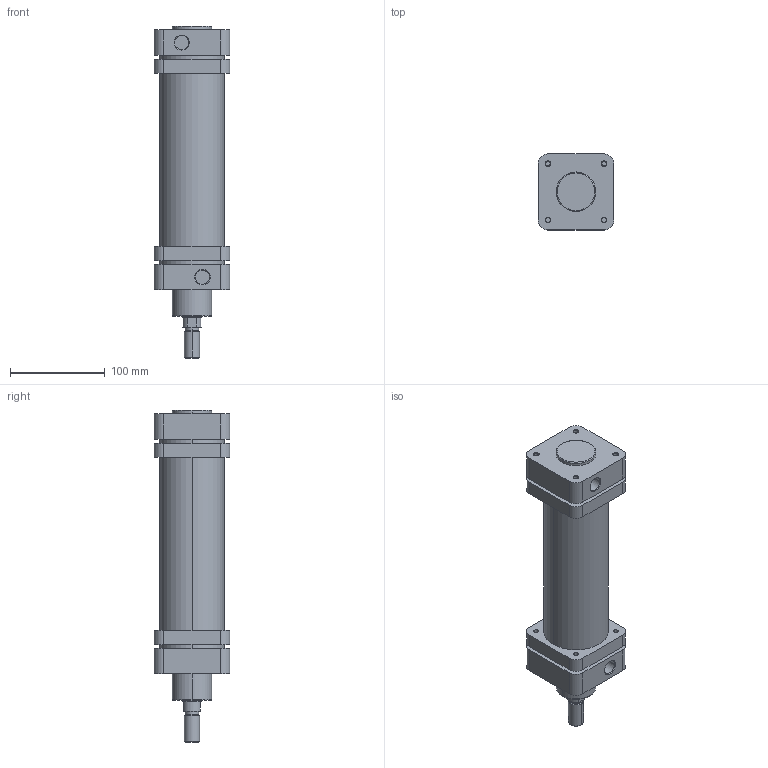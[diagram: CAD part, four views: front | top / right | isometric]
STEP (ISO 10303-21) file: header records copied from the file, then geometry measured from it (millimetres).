
FILE_DESCRIPTION (( 'STEP AP214' ), '1' );
FILE_NAME ('PNS 63-160 CYLINDER.STEP', '2010-08-31T07:32:07', ( '' ), ( '' ), 'SwSTEP 2.0', 'SolidWorks 2010', '' );
FILE_SCHEMA (( 'AUTOMOTIVE_DESIGN' ));
Length unit declared in the file: millimetre
Products named in the file (6): pns pag 63 arka kapak; pns 63 boru; pns pag 63 on kapak; PNS-PAG 63; PNS 63  ÇEMBER; PNS  63-160  CYLINDER
Assembly tree (6 placements, depth 2):
  PNS  63-160  CYLINDER
    pns 63 boru
    pns pag 63 on kapak
    pns pag 63 arka kapak
    PNS-PAG 63
    PNS 63  ÇEMBER  x2
Bounding box: 80 x 80 x 351 mm (x, y, z)
Volume: 750768.7 mm3; surface area: 212696.7 mm2
Topology: 6 solids, 6 shells, 181 faces, 406 edges, 260 vertices
Faces by surface type: cylinder 88, plane 55, cone 32, torus 6
Entity records: 5026 total; most frequent: DIRECTION 872, CARTESIAN_POINT 769, ORIENTED_EDGE 692, AXIS2_PLACEMENT_3D 363, EDGE_CURVE 346, VERTEX_POINT 220, CIRCLE 196, EDGE_LOOP 194
